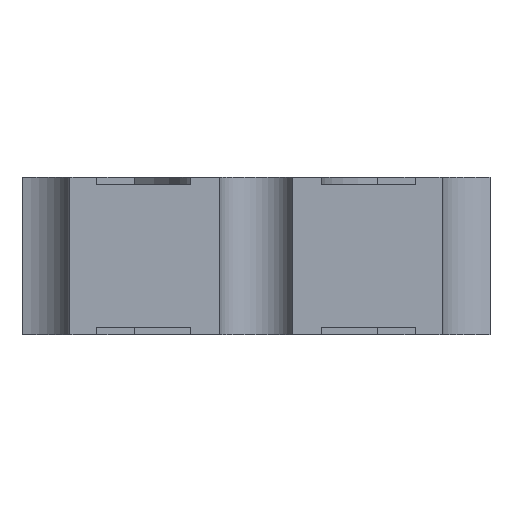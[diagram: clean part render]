
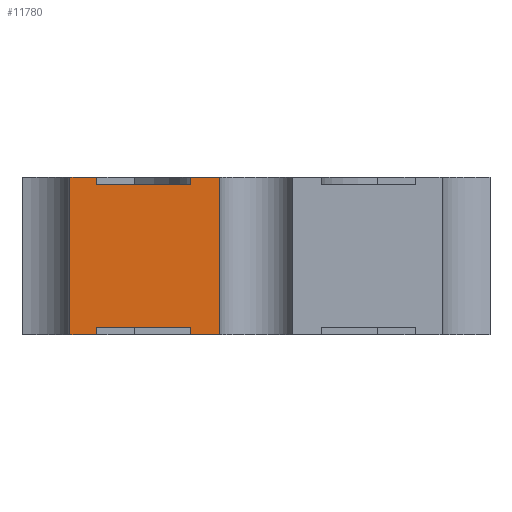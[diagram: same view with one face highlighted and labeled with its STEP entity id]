
A CAD part, left-side view. The second image highlights one B-rep face of the part: STEP entity #11780.
In plain terms, the highlighted planar face has unit normal (-1, 0, 0).
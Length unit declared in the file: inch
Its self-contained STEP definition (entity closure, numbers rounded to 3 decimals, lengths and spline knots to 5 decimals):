
#41 = ORIENTED_EDGE ( 'NONE', *, *, #12898, .T. ) ;
#76 = VECTOR ( 'NONE', #7641, 39.37008 ) ;
#125 = LINE ( 'NONE', #8694, #76 ) ;
#132 = EDGE_LOOP ( 'NONE', ( #10753, #9245, #1169, #41, #6677, #1913, #262, #7290, #8083, #8848, #1236, #11560 ) ) ;
#262 = ORIENTED_EDGE ( 'NONE', *, *, #5682, .F. ) ;
#411 = CARTESIAN_POINT ( 'NONE',  ( -0.1, 0.0497, 0.002 ) ) ;
#469 = VERTEX_POINT ( 'NONE', #12558 ) ;
#609 = VERTEX_POINT ( 'NONE', #2142 ) ;
#661 = VERTEX_POINT ( 'NONE', #3759 ) ;
#708 = VECTOR ( 'NONE', #8522, 39.37008 ) ;
#959 = DIRECTION ( 'NONE',  ( 0., 0., -1. ) ) ;
#1082 = AXIS2_PLACEMENT_3D ( 'NONE', #411, #11235, #4845 ) ;
#1169 = ORIENTED_EDGE ( 'NONE', *, *, #8751, .T. ) ;
#1236 = ORIENTED_EDGE ( 'NONE', *, *, #6185, .F. ) ;
#1913 = ORIENTED_EDGE ( 'NONE', *, *, #4272, .T. ) ;
#2095 = VERTEX_POINT ( 'NONE', #3092 ) ;
#2142 = CARTESIAN_POINT ( 'NONE',  ( -0.1, 0.0175, 0.002 ) ) ;
#2221 = VECTOR ( 'NONE', #10916, 39.37008 ) ;
#2505 = VERTEX_POINT ( 'NONE', #10935 ) ;
#2714 = VERTEX_POINT ( 'NONE', #5946 ) ;
#2775 = EDGE_CURVE ( 'NONE', #2095, #11253, #9322, .T. ) ;
#2902 = LINE ( 'NONE', #9173, #13295 ) ;
#2912 = DIRECTION ( 'NONE',  ( 0., -1., 0. ) ) ;
#3092 = CARTESIAN_POINT ( 'NONE',  ( -0.1, 0.0175, 0. ) ) ;
#3171 = VECTOR ( 'NONE', #2912, 39.37008 ) ;
#3699 = EDGE_CURVE ( 'NONE', #469, #661, #10470, .T. ) ;
#3759 = CARTESIAN_POINT ( 'NONE',  ( -0.1, 0.0425, 0.04 ) ) ;
#3900 = DIRECTION ( 'NONE',  ( 0., 0., -1. ) ) ;
#4109 = CARTESIAN_POINT ( 'NONE',  ( -0.1, 0.0425, 0.04 ) ) ;
#4272 = EDGE_CURVE ( 'NONE', #8387, #11257, #125, .T. ) ;
#4440 = EDGE_CURVE ( 'NONE', #469, #6258, #13613, .T. ) ;
#4452 = LINE ( 'NONE', #6420, #2221 ) ;
#4845 = DIRECTION ( 'NONE',  ( 0., 1., 0. ) ) ;
#4998 = LINE ( 'NONE', #11249, #5663 ) ;
#5124 = CARTESIAN_POINT ( 'NONE',  ( -0.1, 0.0175, 0.042 ) ) ;
#5399 = DIRECTION ( 'NONE',  ( 0., 0., -1. ) ) ;
#5663 = VECTOR ( 'NONE', #5912, 39.37008 ) ;
#5682 = EDGE_CURVE ( 'NONE', #8785, #11257, #2902, .T. ) ;
#5912 = DIRECTION ( 'NONE',  ( 0., 1., 0. ) ) ;
#5946 = CARTESIAN_POINT ( 'NONE',  ( -0.1, 0.0497, 0.042 ) ) ;
#6185 = EDGE_CURVE ( 'NONE', #2505, #11253, #8483, .T. ) ;
#6247 = DIRECTION ( 'NONE',  ( 0., 1., 0. ) ) ;
#6258 = VERTEX_POINT ( 'NONE', #5124 ) ;
#6285 = CARTESIAN_POINT ( 'NONE',  ( -0.1, 0.0425, 0. ) ) ;
#6313 = EDGE_CURVE ( 'NONE', #609, #2095, #13911, .T. ) ;
#6420 = CARTESIAN_POINT ( 'NONE',  ( -0.1, -0.065, 0.042 ) ) ;
#6451 = CARTESIAN_POINT ( 'NONE',  ( -0.1, 0.0175, 0.002 ) ) ;
#6677 = ORIENTED_EDGE ( 'NONE', *, *, #11931, .T. ) ;
#6697 = CARTESIAN_POINT ( 'NONE',  ( -0.1, 0.0425, 0.042 ) ) ;
#6751 = VECTOR ( 'NONE', #5399, 39.37008 ) ;
#7090 = FACE_OUTER_BOUND ( 'NONE', #132, .T. ) ;
#7225 = LINE ( 'NONE', #12777, #13653 ) ;
#7284 = CARTESIAN_POINT ( 'NONE',  ( -0.1, 0.0175, 0.04 ) ) ;
#7290 = ORIENTED_EDGE ( 'NONE', *, *, #8728, .T. ) ;
#7484 = LINE ( 'NONE', #4109, #708 ) ;
#7581 = DIRECTION ( 'NONE',  ( 0., 0., -1. ) ) ;
#7641 = DIRECTION ( 'NONE',  ( 0., -1., 0. ) ) ;
#8083 = ORIENTED_EDGE ( 'NONE', *, *, #6313, .T. ) ;
#8387 = VERTEX_POINT ( 'NONE', #9134 ) ;
#8483 = LINE ( 'NONE', #11869, #9457 ) ;
#8522 = DIRECTION ( 'NONE',  ( 0., 0., 1. ) ) ;
#8694 = CARTESIAN_POINT ( 'NONE',  ( -0.1, 0.0497, 0. ) ) ;
#8728 = EDGE_CURVE ( 'NONE', #8785, #609, #12550, .T. ) ;
#8751 = EDGE_CURVE ( 'NONE', #661, #9981, #7484, .T. ) ;
#8785 = VERTEX_POINT ( 'NONE', #10774 ) ;
#8848 = ORIENTED_EDGE ( 'NONE', *, *, #2775, .T. ) ;
#9040 = VECTOR ( 'NONE', #6247, 39.37008 ) ;
#9134 = CARTESIAN_POINT ( 'NONE',  ( -0.1, 0.0497, 0. ) ) ;
#9173 = CARTESIAN_POINT ( 'NONE',  ( -0.1, 0.0425, 0.002 ) ) ;
#9245 = ORIENTED_EDGE ( 'NONE', *, *, #3699, .T. ) ;
#9322 = LINE ( 'NONE', #13607, #11517 ) ;
#9328 = DIRECTION ( 'NONE',  ( 0., 0., 1. ) ) ;
#9457 = VECTOR ( 'NONE', #7581, 39.37008 ) ;
#9833 = EDGE_CURVE ( 'NONE', #2505, #6258, #4452, .T. ) ;
#9981 = VERTEX_POINT ( 'NONE', #6697 ) ;
#10470 = LINE ( 'NONE', #12657, #9040 ) ;
#10607 = VECTOR ( 'NONE', #9328, 39.37008 ) ;
#10753 = ORIENTED_EDGE ( 'NONE', *, *, #4440, .F. ) ;
#10774 = CARTESIAN_POINT ( 'NONE',  ( -0.1, 0.0425, 0.002 ) ) ;
#10916 = DIRECTION ( 'NONE',  ( 0., 1., 0. ) ) ;
#10935 = CARTESIAN_POINT ( 'NONE',  ( -0.1, 0.00968, 0.042 ) ) ;
#11235 = DIRECTION ( 'NONE',  ( 1., 0., 0. ) ) ;
#11249 = CARTESIAN_POINT ( 'NONE',  ( -0.1, -0.065, 0.042 ) ) ;
#11253 = VERTEX_POINT ( 'NONE', #12762 ) ;
#11257 = VERTEX_POINT ( 'NONE', #6285 ) ;
#11517 = VECTOR ( 'NONE', #12549, 39.37008 ) ;
#11560 = ORIENTED_EDGE ( 'NONE', *, *, #9833, .T. ) ;
#11780 = ADVANCED_FACE ( 'NONE', ( #7090 ), #12301, .F. ) ;
#11869 = CARTESIAN_POINT ( 'NONE',  ( -0.1, 0.00968, 0.002 ) ) ;
#11931 = EDGE_CURVE ( 'NONE', #2714, #8387, #7225, .T. ) ;
#12301 = PLANE ( 'NONE',  #1082 ) ;
#12549 = DIRECTION ( 'NONE',  ( 0., -1., 0. ) ) ;
#12550 = LINE ( 'NONE', #13882, #3171 ) ;
#12558 = CARTESIAN_POINT ( 'NONE',  ( -0.1, 0.0175, 0.04 ) ) ;
#12657 = CARTESIAN_POINT ( 'NONE',  ( -0.1, -0.065, 0.04 ) ) ;
#12762 = CARTESIAN_POINT ( 'NONE',  ( -0.1, 0.00968, 0. ) ) ;
#12777 = CARTESIAN_POINT ( 'NONE',  ( -0.1, 0.0497, 0.002 ) ) ;
#12898 = EDGE_CURVE ( 'NONE', #9981, #2714, #4998, .T. ) ;
#13295 = VECTOR ( 'NONE', #3900, 39.37008 ) ;
#13607 = CARTESIAN_POINT ( 'NONE',  ( -0.1, 0.0497, 0. ) ) ;
#13613 = LINE ( 'NONE', #7284, #10607 ) ;
#13653 = VECTOR ( 'NONE', #959, 39.37008 ) ;
#13882 = CARTESIAN_POINT ( 'NONE',  ( -0.1, 0.0175, 0.002 ) ) ;
#13911 = LINE ( 'NONE', #6451, #6751 ) ;
